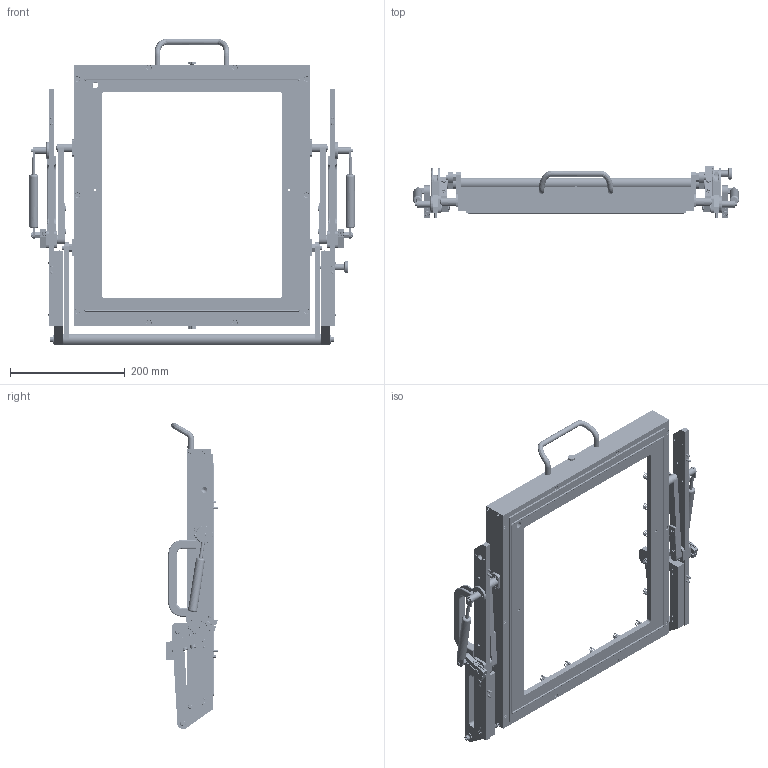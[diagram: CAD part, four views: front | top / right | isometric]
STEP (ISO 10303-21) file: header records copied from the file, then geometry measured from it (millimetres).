
FILE_DESCRIPTION (( 'STEP AP203' ), '1' );
FILE_NAME ('INGUN_31291.STEP', '2023-10-17T12:59:13', ( '' ), ( '' ), 'SwSTEP 2.0', 'SolidWorks 2021', '' );
FILE_SCHEMA (( 'CONFIG_CONTROL_DESIGN' ));
Length unit declared in the file: millimetre
Products named in the file (65): 18406~1; 17379~1; DIN7991~n_M05,0x016; 4822~0; DIN7991~n_M04,0x016; 2512_1~0; 18024~4_KUNDE<Standard>; 18020~2; 2512_2~0; DIN914~n_M05,0x10; 17385~1; 20491~2; 17377~1; DIN_6799_-_A2~n_d 7; 17974~12_KUNDE<Standard>; 8577~1; DIN912~n_M04,0x035; DIN125~n_05,3 M05,0 Fase; 2512~0; DIN6325~n_04,0m6x012; DIN912~n_M05,0x012; 17536~0; 18407~2; K_02038~0; DIN912~n_M05,0x016; 17374~0; 17978~0; 115342~0_S; 17976~4; DIN912~n_M04,0x016; 18025~0; 18082~2_S; K_02037~0; DIN6325~n_03,0m6x020; 17373~1; 16110~0; DIN912~n_M05,0x040; 18067~1_KUNDE<Standard>; 38786~1; DIN912~n_M04,0x012 ...
Assembly tree (211 placements, depth 4):
  INGUN_31291
    17974~12_KUNDE<Standard>
      17975~4
      17976~4
      17977~0
      17978~0
      115343~0_S
      2512~0
        2512_2~0
        2512_1~0
      17385~1  x2
      17379~1  x2
      17691~0  x4
      16110~0  x2
      17536~0  x4
      18406~1  x2
      17382~1  x2
      17372~0  x2
      17373~1  x2
      20491~2  x2
      17979~0
      18407~2  x2
      2825~6  x2
      38786~1
        K_02037~0
        K_02038~0
      38786~1
        K_02037~0
        K_02038~0
      115342~0_S  x2
      18024~4_KUNDE<Standard>
      18082~2_S
        18020~2
        18021~2
        18022~1
        18023~1
        DIN912~n_M04,0x012  x8
        Gewindebuchse~n_M04-07,5 offen  x2
      18025~0  x2
      17377~1  x2
      18680~0  x2
      1581~1  x22
      4822~0  x2
      17374~0  x2
      5107~1_ZSK-17974 1,55 m<Standard>
      3291~0  x2
      DIN_6799_-_A2~n_d 7  x4
      DIN6325~n_04,0m6x012  x28
      DIN125~n_05,3 M05,0 Fase  x2
      DIN912~n_M05,0x040  x2
      DIN6325~n_03,0m6x020  x6
      DIN_6799_-_A2~n_d 5  x4
      DIN912~n_M04,0x008  x6
      DIN912~n_M05,0x016  x4
      DIN7991~n_M04,0x012  x14
      DIN6325~n_04,0m6x020  x4
      DIN912~n_M04,0x016  x6
      DIN912~n_M05,0x012  x4
      DIN914~n_M05,0x10  x2
      DIN7991~n_M04,0x018  x6
Bounding box: 567.8 x 91 x 534.2 mm (x, y, z)
Volume: 2478798 mm3; surface area: 843983.4 mm2
Topology: 206 solids, 206 shells, 5498 faces, 13260 edges, 8462 vertices
Faces by surface type: cylinder 2675, plane 1627, cone 846, sphere 180, bspline 110, torus 60
Entity records: 88766 total; most frequent: CARTESIAN_POINT 19559, DIRECTION 13183, ORIENTED_EDGE 11366, EDGE_CURVE 5683, AXIS2_PLACEMENT_3D 5248, VERTEX_POINT 3658, EDGE_LOOP 2929, LINE 2687
